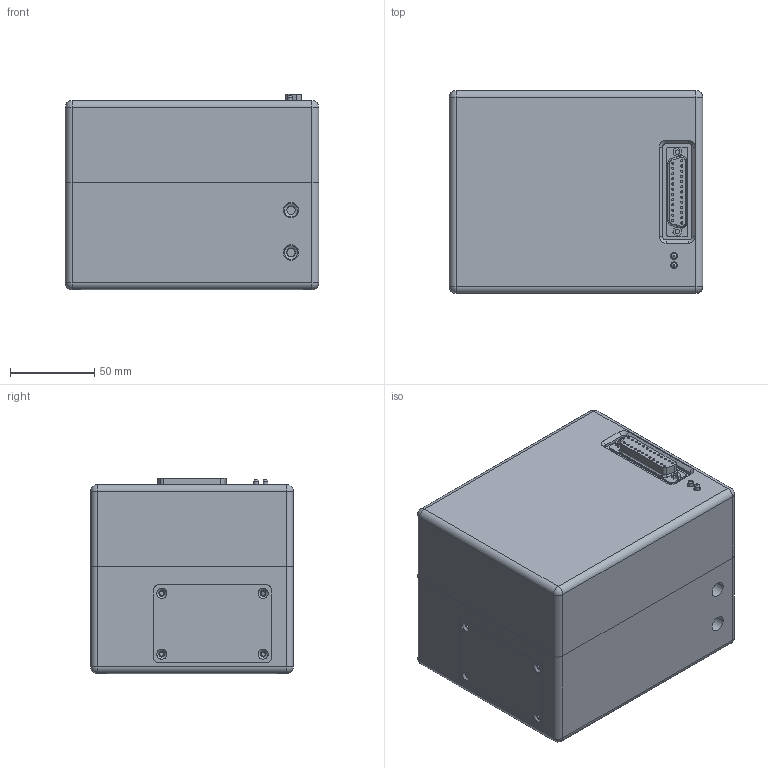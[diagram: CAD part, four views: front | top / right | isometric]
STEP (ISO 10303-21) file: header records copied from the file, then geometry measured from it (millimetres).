
FILE_DESCRIPTION (( 'STEP AP203' ), '1' );
FILE_NAME ('GNR20K2俋褲222.STEP', '2021-05-11T02:51:49', ( 'Windows 蚚誧' ), ( '' ), 'SwSTEP 2.0', 'SolidWorks 2016', '' );
FILE_SCHEMA (( 'CONFIG_CONTROL_DESIGN' ));
Length unit declared in the file: millimetre
Products named in the file (1): GNR20K2俋褲222
Bounding box: 150 x 120 x 115.6 mm (x, y, z)
Volume: 422099.8 mm3; surface area: 193618.2 mm2
Topology: 7 solids, 7 shells, 436 faces, 1154 edges, 731 vertices
Faces by surface type: cylinder 206, plane 173, cone 35, bspline 12, sphere 8, torus 2
Full cylindrical faces by diameter (mm): 1.3 x25, 2.5 x5, 2.658 x2, 2.9 x2, 3.05 x2, 3.2 x2, 3.3 x16, 3.352 x2, 3.4 x4, 3.8 x2, 4 x2, 4.2 x4, 4.5 x4, 5 x4, 6 x6, 7.9 x2, 8 x4, 20 x1, 84 x1, 85 x1
Entity records: 13265 total; most frequent: CARTESIAN_POINT 2657, DIRECTION 2272, ORIENTED_EDGE 1972, EDGE_CURVE 986, AXIS2_PLACEMENT_3D 882, VERTEX_POINT 695, EDGE_LOOP 677, FACE_OUTER_BOUND 529
